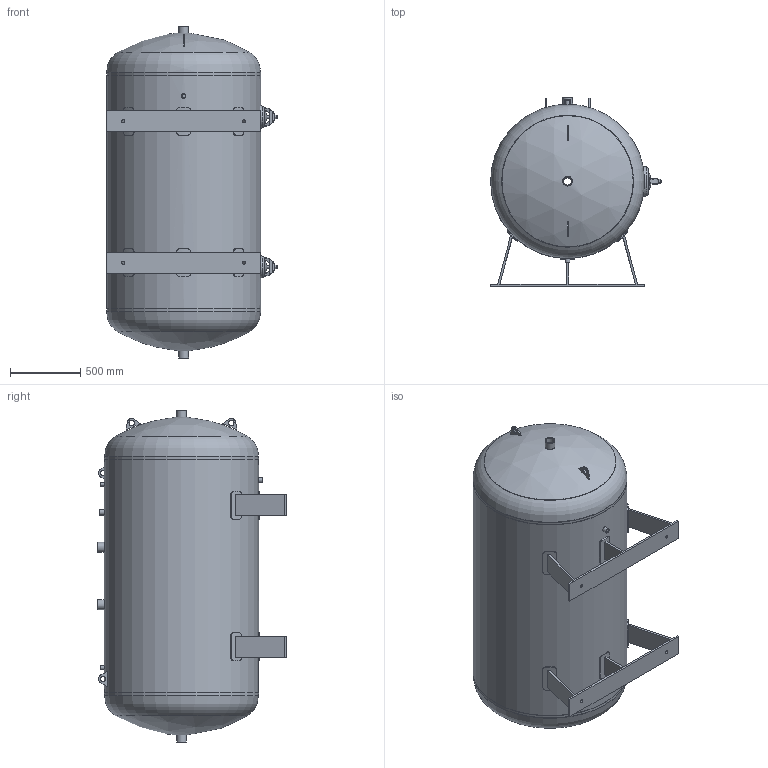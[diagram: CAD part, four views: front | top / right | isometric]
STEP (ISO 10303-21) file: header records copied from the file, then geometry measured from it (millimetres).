
FILE_DESCRIPTION(/* description */ (''),/* implementation_level */ '2;1');
FILE_NAME(/* name */ 'MB 020102-1.2000V.stp',/* time_stamp */ '2024-03-04T08:37:06+01:00',/* author */ ('m.ebener'),/* organization */ (''),/* preprocessor_version */ 'ST-DEVELOPER v16.1',/* originating_system */ 'Autodesk Inventor 2016',/* authorisation */ '');
FILE_SCHEMA (('AUTOMOTIVE_DESIGN { 1 0 10303 214 3 1 1 }'));
Length unit declared in the file: millimetre
Products named in the file (17): Mantel; Behälterfuß; Tragöse 110mm; Standardmuffe - G 3_4; Standardmuffe - G 1_2; Standardmuffe - G 1; Standardmuffe - G 2; Boden; Tragöse 110mm - Korbbogenboden; Handloch_100x150x8,5; Dichtung; Deckel; Bügel; DIN 125 - A 17; DIN 934 - M16 x 2; Handloch; MB 020102-1.2000V
Assembly tree (24 placements, depth 3):
  MB 020102-1.2000V
    Mantel
    Behälterfuß  x2
    Tragöse 110mm  x2
    Standardmuffe - G 3_4
    Standardmuffe - G 1_2  x2
    Standardmuffe - G 1
    Standardmuffe - G 2  x4
    Boden  x2
    Tragöse 110mm - Korbbogenboden
    Handloch  x2
      Handloch_100x150x8,5
      Dichtung
      Deckel
      Bügel
      DIN 125 - A 17
      DIN 934 - M16 x 2
Bounding box: 1219.9 x 1349.87 x 2370.6 mm (x, y, z)
Volume: 53678450.4 mm3; surface area: 19095725.4 mm2
Topology: 29 solids, 29 shells, 350 faces, 874 edges, 590 vertices
Faces by surface type: plane 172, cylinder 130, bspline 30, cone 10, sphere 4, torus 4
Full cylindrical faces by diameter (mm): 13.835 x2, 16 x2, 17 x4, 18.631 x2, 23 x4, 24.117 x1, 26.9 x4, 30 x2, 30.291 x1, 33.7 x2, 36 x2, 40 x4, 56.656 x4, 70 x8, 1090 x3, 1100 x3
Entity records: 22209 total; most frequent: CARTESIAN_POINT 17564, DIRECTION 851, ORIENTED_EDGE 840, EDGE_CURVE 420, AXIS2_PLACEMENT_3D 335, VERTEX_POINT 307, EDGE_LOOP 279, FACE_OUTER_BOUND 188
